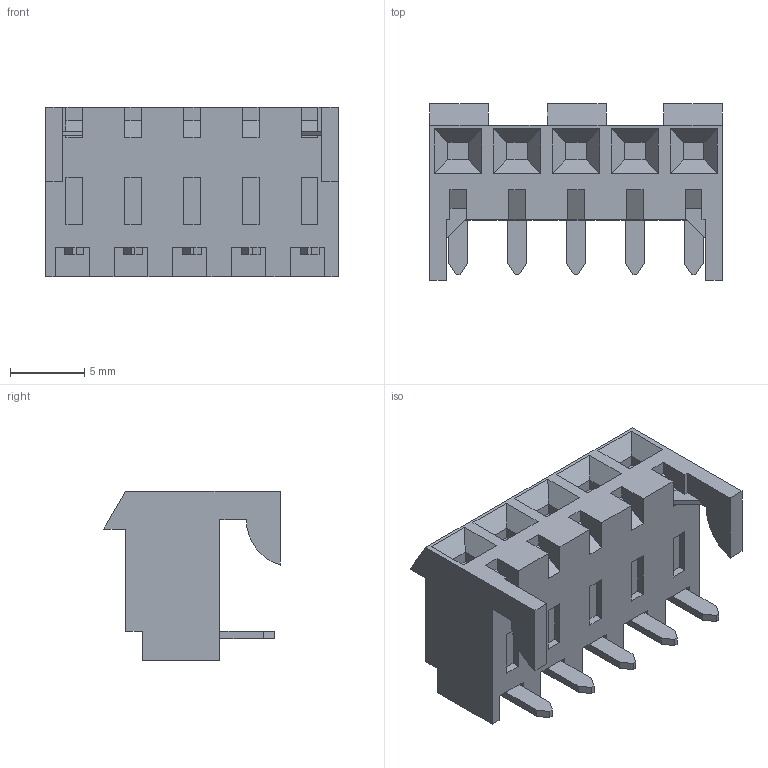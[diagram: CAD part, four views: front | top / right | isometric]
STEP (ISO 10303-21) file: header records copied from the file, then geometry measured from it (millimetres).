
FILE_DESCRIPTION((''),'2;1');
FILE_NAME('009481054','2017-05-24T',('ghp'),(''),'PRO/ENGINEER BY PARAMETRIC TECHNOLOGY CORPORATION, 2012310','PRO/ENGINEER BY PARAMETRIC TECHNOLOGY CORPORATION, 2012310','');
FILE_SCHEMA(('CONFIG_CONTROL_DESIGN'));
Length unit declared in the file: millimetre
Products named in the file (1): 009481054
Bounding box: 19.71 x 11.89 x 11.4 mm (x, y, z)
Volume: 1215.6 mm3; surface area: 1188 mm2
Topology: 1 solids, 1 shells, 190 faces, 518 edges, 348 vertices
Faces by surface type: plane 183, cylinder 7
Entity records: 5870 total; most frequent: CARTESIAN_POINT 1031, ORIENTED_EDGE 1000, DIRECTION 924, EDGE_CURVE 500, VECTOR 494, LINE 494, VERTEX_POINT 322, AXIS2_PLACEMENT_3D 215
